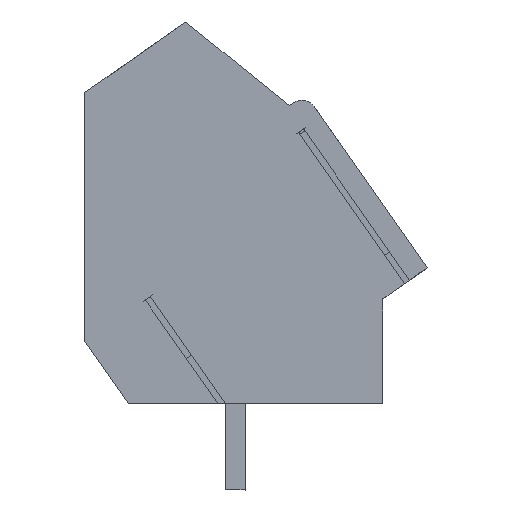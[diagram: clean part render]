
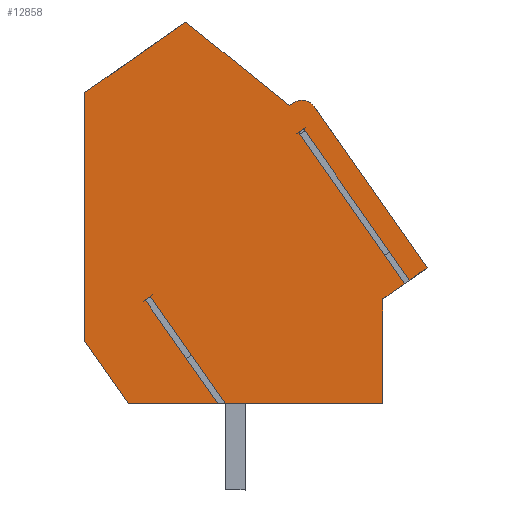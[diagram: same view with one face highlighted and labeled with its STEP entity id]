
A CAD part, left-side view. The second image highlights one B-rep face of the part: STEP entity #12858.
In plain terms, the highlighted planar face has unit normal (-1, 0, 0).
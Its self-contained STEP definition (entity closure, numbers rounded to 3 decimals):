
#11437=AXIS2_PLACEMENT_3D('Circle Axis2P3D',#11435,#11436,$) ;
#12798=AXIS2_PLACEMENT_3D('Plane Axis2P3D',#12795,#12796,#12797) ;
#11083=CARTESIAN_POINT('Vertex',(0.,1.8,3.5)) ;
#11086=CARTESIAN_POINT('Line Origine',(0.,4.996,3.5)) ;
#11090=CARTESIAN_POINT('Vertex',(0.,8.192,3.5)) ;
#11111=CARTESIAN_POINT('Vertex',(0.,8.496,3.5)) ;
#11114=CARTESIAN_POINT('Line Origine',(0.,10.312,3.5)) ;
#11118=CARTESIAN_POINT('Vertex',(0.,12.128,3.5)) ;
#11206=CARTESIAN_POINT('Line Origine',(0.,13.014,4.765)) ;
#11210=CARTESIAN_POINT('Vertex',(0.,13.9,6.03)) ;
#11231=CARTESIAN_POINT('Line Origine',(0.,13.9,11.081)) ;
#11235=CARTESIAN_POINT('Vertex',(0.,13.9,16.132)) ;
#11324=CARTESIAN_POINT('Line Origine',(0.,11.852,17.566)) ;
#11328=CARTESIAN_POINT('Vertex',(0.,9.804,19.)) ;
#11385=CARTESIAN_POINT('Line Origine',(0.,7.696,17.302)) ;
#11389=CARTESIAN_POINT('Vertex',(0.,5.588,15.604)) ;
#11410=CARTESIAN_POINT('Line Origine',(0.,5.506,15.662)) ;
#11414=CARTESIAN_POINT('Vertex',(0.,5.424,15.719)) ;
#11435=CARTESIAN_POINT('Axis2P3D Location',(0.,5.08,15.227)) ;
#11439=CARTESIAN_POINT('Vertex',(0.,4.589,15.572)) ;
#11460=CARTESIAN_POINT('Line Origine',(0.,2.294,12.295)) ;
#11464=CARTESIAN_POINT('Vertex',(0.,0.,9.018)) ;
#11553=CARTESIAN_POINT('Line Origine',(0.,0.358,8.767)) ;
#11557=CARTESIAN_POINT('Vertex',(0.,0.717,8.516)) ;
#11578=CARTESIAN_POINT('Vertex',(0.,0.921,8.373)) ;
#11581=CARTESIAN_POINT('Line Origine',(0.,1.361,8.066)) ;
#11585=CARTESIAN_POINT('Vertex',(0.,1.8,7.758)) ;
#12782=CARTESIAN_POINT('Line Origine',(0.,1.8,5.629)) ;
#12795=CARTESIAN_POINT('Axis2P3D Location',(0.,13.9,0.)) ;
#12800=CARTESIAN_POINT('Line Origine',(0.,9.972,5.608)) ;
#12804=CARTESIAN_POINT('Vertex',(0.,11.448,7.716)) ;
#12807=CARTESIAN_POINT('Line Origine',(0.,11.346,7.788)) ;
#12811=CARTESIAN_POINT('Vertex',(0.,11.244,7.859)) ;
#12814=CARTESIAN_POINT('Line Origine',(0.,9.718,5.68)) ;
#12819=CARTESIAN_POINT('Line Origine',(0.,3.072,11.445)) ;
#12823=CARTESIAN_POINT('Vertex',(0.,5.223,14.517)) ;
#12826=CARTESIAN_POINT('Line Origine',(0.,5.121,14.588)) ;
#12830=CARTESIAN_POINT('Vertex',(0.,5.019,14.66)) ;
#12833=CARTESIAN_POINT('Line Origine',(0.,2.868,11.588)) ;
#11087=DIRECTION('Vector Direction',(0.,1.,0.)) ;
#11115=DIRECTION('Vector Direction',(0.,1.,0.)) ;
#11207=DIRECTION('Vector Direction',(0.,0.574,0.819)) ;
#11232=DIRECTION('Vector Direction',(0.,0.,1.)) ;
#11325=DIRECTION('Vector Direction',(0.,-0.819,0.574)) ;
#11386=DIRECTION('Vector Direction',(0.,-0.779,-0.627)) ;
#11411=DIRECTION('Vector Direction',(0.,-0.819,0.574)) ;
#11436=DIRECTION('Axis2P3D Direction',(-1.,0.,0.)) ;
#11461=DIRECTION('Vector Direction',(0.,-0.574,-0.819)) ;
#11554=DIRECTION('Vector Direction',(0.,0.819,-0.574)) ;
#11582=DIRECTION('Vector Direction',(0.,0.819,-0.574)) ;
#12783=DIRECTION('Vector Direction',(0.,0.,-1.)) ;
#12796=DIRECTION('Axis2P3D Direction',(-1.,0.,0.)) ;
#12797=DIRECTION('Axis2P3D XDirection',(0.,-1.,0.)) ;
#12801=DIRECTION('Vector Direction',(0.,-0.574,-0.819)) ;
#12808=DIRECTION('Vector Direction',(0.,0.819,-0.574)) ;
#12815=DIRECTION('Vector Direction',(0.,-0.574,-0.819)) ;
#12820=DIRECTION('Vector Direction',(0.,-0.574,-0.819)) ;
#12827=DIRECTION('Vector Direction',(0.,0.819,-0.574)) ;
#12834=DIRECTION('Vector Direction',(0.,-0.574,-0.819)) ;
#11088=VECTOR('Line Direction',#11087,1.) ;
#11116=VECTOR('Line Direction',#11115,1.) ;
#11208=VECTOR('Line Direction',#11207,1.) ;
#11233=VECTOR('Line Direction',#11232,1.) ;
#11326=VECTOR('Line Direction',#11325,1.) ;
#11387=VECTOR('Line Direction',#11386,1.) ;
#11412=VECTOR('Line Direction',#11411,1.) ;
#11462=VECTOR('Line Direction',#11461,1.) ;
#11555=VECTOR('Line Direction',#11554,1.) ;
#11583=VECTOR('Line Direction',#11582,1.) ;
#12784=VECTOR('Line Direction',#12783,1.) ;
#12802=VECTOR('Line Direction',#12801,1.) ;
#12809=VECTOR('Line Direction',#12808,1.) ;
#12816=VECTOR('Line Direction',#12815,1.) ;
#12821=VECTOR('Line Direction',#12820,1.) ;
#12828=VECTOR('Line Direction',#12827,1.) ;
#12835=VECTOR('Line Direction',#12834,1.) ;
#12839=ORIENTED_EDGE('',*,*,#11559,.T.) ;
#12840=ORIENTED_EDGE('',*,*,#11466,.T.) ;
#12841=ORIENTED_EDGE('',*,*,#11441,.T.) ;
#12842=ORIENTED_EDGE('',*,*,#11416,.T.) ;
#12843=ORIENTED_EDGE('',*,*,#11391,.T.) ;
#12844=ORIENTED_EDGE('',*,*,#11330,.T.) ;
#12845=ORIENTED_EDGE('',*,*,#11237,.T.) ;
#12846=ORIENTED_EDGE('',*,*,#11212,.T.) ;
#12847=ORIENTED_EDGE('',*,*,#11120,.T.) ;
#12848=ORIENTED_EDGE('',*,*,#12806,.F.) ;
#12849=ORIENTED_EDGE('',*,*,#12813,.F.) ;
#12850=ORIENTED_EDGE('',*,*,#12818,.T.) ;
#12851=ORIENTED_EDGE('',*,*,#11092,.T.) ;
#12852=ORIENTED_EDGE('',*,*,#12786,.T.) ;
#12853=ORIENTED_EDGE('',*,*,#11587,.T.) ;
#12854=ORIENTED_EDGE('',*,*,#12825,.F.) ;
#12855=ORIENTED_EDGE('',*,*,#12832,.F.) ;
#12856=ORIENTED_EDGE('',*,*,#12837,.T.) ;
#12858=ADVANCED_FACE('HOUSING',(#12857),#12799,.T.) ;
#11438=CIRCLE('generated circle',#11437,0.6) ;
#11092=EDGE_CURVE('',#11091,#11084,#11089,.F.) ;
#11120=EDGE_CURVE('',#11119,#11112,#11117,.F.) ;
#11212=EDGE_CURVE('',#11211,#11119,#11209,.F.) ;
#11237=EDGE_CURVE('',#11236,#11211,#11234,.F.) ;
#11330=EDGE_CURVE('',#11329,#11236,#11327,.F.) ;
#11391=EDGE_CURVE('',#11390,#11329,#11388,.F.) ;
#11416=EDGE_CURVE('',#11415,#11390,#11413,.F.) ;
#11441=EDGE_CURVE('',#11440,#11415,#11438,.T.) ;
#11466=EDGE_CURVE('',#11465,#11440,#11463,.F.) ;
#11559=EDGE_CURVE('',#11558,#11465,#11556,.F.) ;
#11587=EDGE_CURVE('',#11586,#11579,#11584,.F.) ;
#12786=EDGE_CURVE('',#11084,#11586,#12785,.F.) ;
#12806=EDGE_CURVE('',#12805,#11112,#12803,.T.) ;
#12813=EDGE_CURVE('',#12812,#12805,#12810,.T.) ;
#12818=EDGE_CURVE('',#12812,#11091,#12817,.T.) ;
#12825=EDGE_CURVE('',#12824,#11579,#12822,.T.) ;
#12832=EDGE_CURVE('',#12831,#12824,#12829,.T.) ;
#12837=EDGE_CURVE('',#12831,#11558,#12836,.T.) ;
#12838=EDGE_LOOP('',(#12839,#12840,#12841,#12842,#12843,#12844,#12845,#12846,#12847,#12848,#12849,#12850,#12851,#12852,#12853,#12854,#12855,#12856)) ;
#12857=FACE_OUTER_BOUND('',#12838,.T.) ;
#11089=LINE('Line',#11086,#11088) ;
#11117=LINE('Line',#11114,#11116) ;
#11209=LINE('Line',#11206,#11208) ;
#11234=LINE('Line',#11231,#11233) ;
#11327=LINE('Line',#11324,#11326) ;
#11388=LINE('Line',#11385,#11387) ;
#11413=LINE('Line',#11410,#11412) ;
#11463=LINE('Line',#11460,#11462) ;
#11556=LINE('Line',#11553,#11555) ;
#11584=LINE('Line',#11581,#11583) ;
#12785=LINE('Line',#12782,#12784) ;
#12803=LINE('Line',#12800,#12802) ;
#12810=LINE('Line',#12807,#12809) ;
#12817=LINE('Line',#12814,#12816) ;
#12822=LINE('Line',#12819,#12821) ;
#12829=LINE('Line',#12826,#12828) ;
#12836=LINE('Line',#12833,#12835) ;
#12799=PLANE('',#12798) ;
#11084=VERTEX_POINT('',#11083) ;
#11091=VERTEX_POINT('',#11090) ;
#11112=VERTEX_POINT('',#11111) ;
#11119=VERTEX_POINT('',#11118) ;
#11211=VERTEX_POINT('',#11210) ;
#11236=VERTEX_POINT('',#11235) ;
#11329=VERTEX_POINT('',#11328) ;
#11390=VERTEX_POINT('',#11389) ;
#11415=VERTEX_POINT('',#11414) ;
#11440=VERTEX_POINT('',#11439) ;
#11465=VERTEX_POINT('',#11464) ;
#11558=VERTEX_POINT('',#11557) ;
#11579=VERTEX_POINT('',#11578) ;
#11586=VERTEX_POINT('',#11585) ;
#12805=VERTEX_POINT('',#12804) ;
#12812=VERTEX_POINT('',#12811) ;
#12824=VERTEX_POINT('',#12823) ;
#12831=VERTEX_POINT('',#12830) ;
